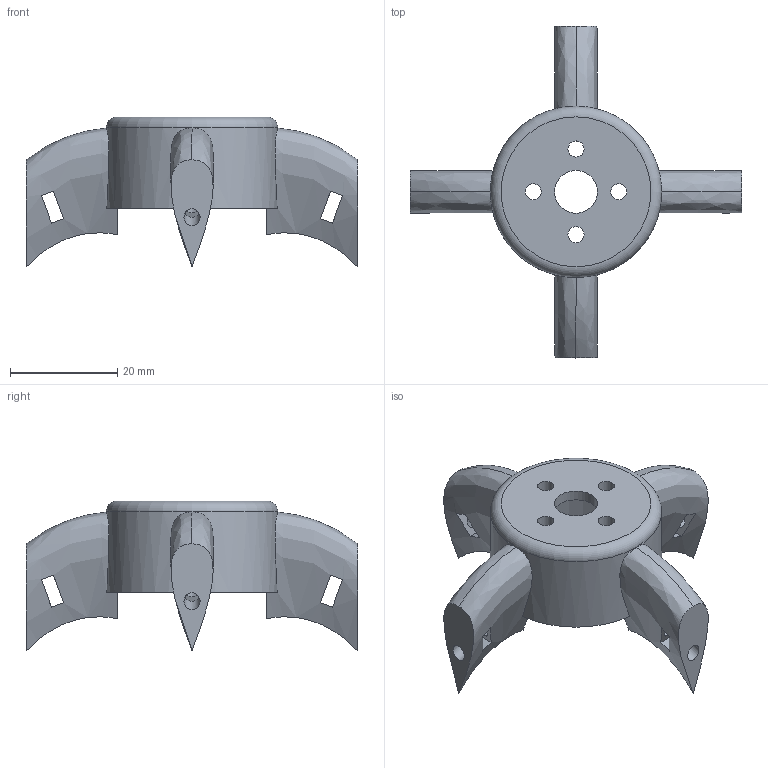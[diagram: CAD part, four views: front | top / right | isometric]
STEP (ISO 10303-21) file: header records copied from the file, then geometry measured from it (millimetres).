
FILE_DESCRIPTION(('FreeCAD Model'),'2;1');
FILE_NAME('EngineMount.step','2015-04-04T18:23:53',('FreeCAD'),('FreeCAD'), 'Open CASCADE STEP processor 6.7','FreeCAD','Unknown');
FILE_SCHEMA(('AUTOMOTIVE_DESIGN_CC2 { 1 2 10303 214 -1 1 5 4 }'));
Length unit declared in the file: millimetre
Products named in the file (1): EngineMount
Bounding box: 62 x 62 x 28 mm (x, y, z)
Volume: 9260.3 mm3; surface area: 8325.2 mm2
Topology: 1 solids, 1 shells, 73 faces, 190 edges, 121 vertices
Faces by surface type: plane 35, cylinder 23, bspline 8, extrusion 4, revolution 2, torus 1
Full cylindrical faces by diameter (mm): 3 x12, 8 x1, 32 x1
Entity records: 23392 total; most frequent: CARTESIAN_POINT 20071, DIRECTION 438, ORIENTED_EDGE 380, PCURVE 380, DEFINITIONAL_REPRESENTATION 380, B_SPLINE_CURVE_WITH_KNOTS 295, EDGE_CURVE 190, VECTOR 175
